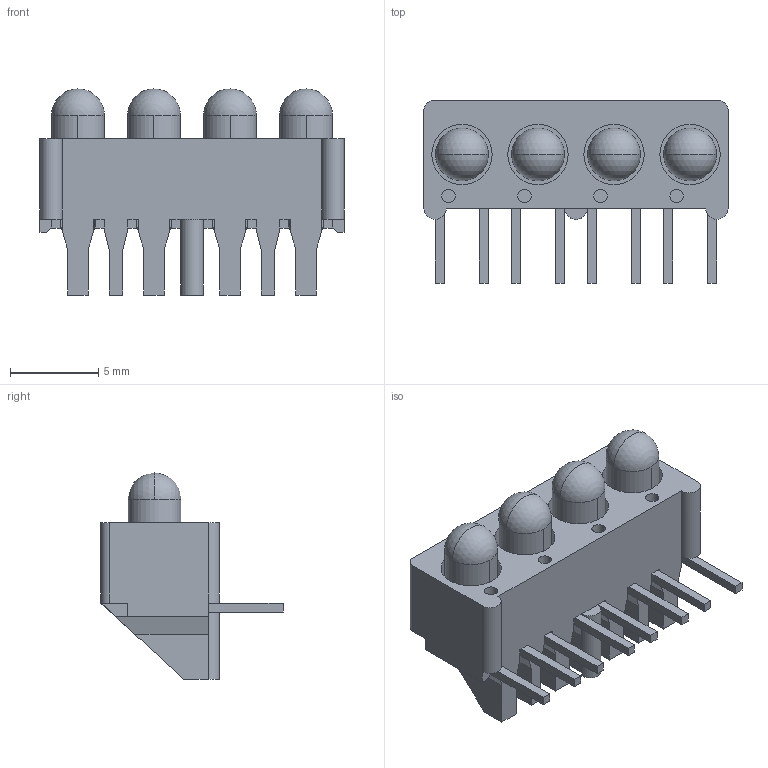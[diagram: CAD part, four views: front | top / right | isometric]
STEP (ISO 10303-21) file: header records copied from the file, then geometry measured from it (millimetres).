
FILE_DESCRIPTION (( 'STEP AP214' ), '1' );
FILE_NAME ('5360F_Series.STEP', '2019-06-13T16:44:11', ( 'user' ), ( 'Microsoft' ), 'SwSTEP 2.0', 'SolidWorks 2018', '' );
FILE_SCHEMA (( 'AUTOMOTIVE_DESIGN' ));
Length unit declared in the file: foot
Products named in the file (3): 3MM LED - FLANGE_right angle leads; F14505BKV0-B; 5360F_Series
Assembly tree (5 placements, depth 2):
  5360F_Series
    F14505BKV0-B
    3MM LED - FLANGE_right angle leads  x4
Bounding box: 17.27 x 10.35 x 11.71 mm (x, y, z)
Volume: 678.3 mm3; surface area: 1281.7 mm2
Topology: 5 solids, 5 shells, 351 faces, 989 edges, 644 vertices
Faces by surface type: plane 306, cylinder 37, sphere 8
Entity records: 9473 total; most frequent: CARTESIAN_POINT 1801, ORIENTED_EDGE 1650, DIRECTION 1417, EDGE_CURVE 825, VECTOR 723, LINE 723, VERTEX_POINT 539, AXIS2_PLACEMENT_3D 347
